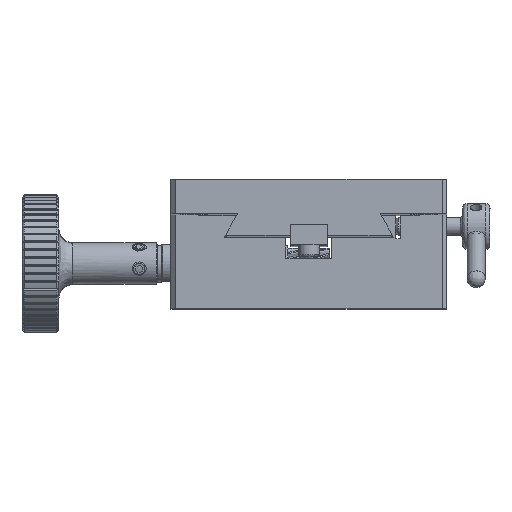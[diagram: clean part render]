
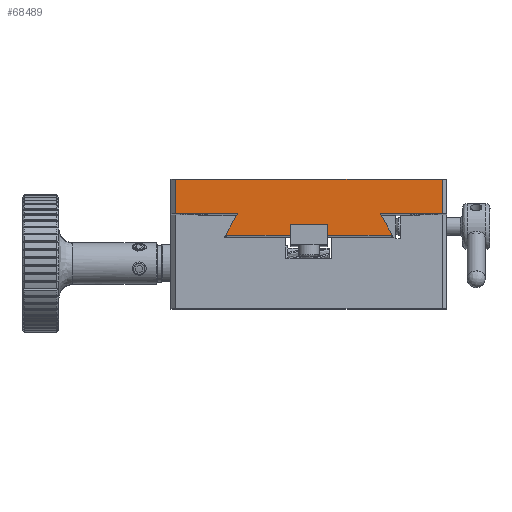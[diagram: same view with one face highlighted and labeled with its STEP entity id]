
A CAD part, top view. The second image highlights one B-rep face of the part: STEP entity #68489.
In plain terms, the highlighted planar face has unit normal (0, 0, 1).
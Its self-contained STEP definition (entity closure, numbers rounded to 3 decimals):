
#1270 = DIRECTION ( 'NONE',  ( 0.5, 0.866, 0. ) ) ;
#1634 = VECTOR ( 'NONE', #4776, 1000. ) ;
#3621 = LINE ( 'NONE', #97032, #110594 ) ;
#4776 = DIRECTION ( 'NONE',  ( -1., 0., 0. ) ) ;
#4835 = LINE ( 'NONE', #89862, #44330 ) ;
#4914 = VECTOR ( 'NONE', #31142, 1000. ) ;
#5850 = EDGE_CURVE ( 'NONE', #91365, #70867, #3621, .T. ) ;
#5961 = LINE ( 'NONE', #14912, #4914 ) ;
#7346 = VECTOR ( 'NONE', #16681, 1000. ) ;
#7869 = EDGE_CURVE ( 'NONE', #70867, #81546, #86432, .T. ) ;
#9768 = CARTESIAN_POINT ( 'NONE',  ( 4.05, 0., 250. ) ) ;
#10240 = EDGE_CURVE ( 'NONE', #20995, #62195, #42393, .T. ) ;
#10392 = VERTEX_POINT ( 'NONE', #50784 ) ;
#10626 = VECTOR ( 'NONE', #59590, 1000. ) ;
#11040 = DIRECTION ( 'NONE',  ( 0., -1., 0. ) ) ;
#11806 = EDGE_CURVE ( 'NONE', #20995, #10392, #79549, .T. ) ;
#11959 = CARTESIAN_POINT ( 'NONE',  ( 4.05, -9.9, 250. ) ) ;
#12241 = CARTESIAN_POINT ( 'NONE',  ( 17.914, -11.68, 250. ) ) ;
#14116 = EDGE_CURVE ( 'NONE', #31102, #30077, #76805, .T. ) ;
#14912 = CARTESIAN_POINT ( 'NONE',  ( 0., -12.2, 250. ) ) ;
#15242 = CARTESIAN_POINT ( 'NONE',  ( 4.05, -12.2, 250. ) ) ;
#16233 = CARTESIAN_POINT ( 'NONE',  ( 0., -9.9, 250. ) ) ;
#16681 = DIRECTION ( 'NONE',  ( 0., -1., 0. ) ) ;
#16823 = CARTESIAN_POINT ( 'NONE',  ( -4.05, -9.9, 250. ) ) ;
#19123 = VECTOR ( 'NONE', #56586, 1000. ) ;
#20995 = VERTEX_POINT ( 'NONE', #101856 ) ;
#21346 = VERTEX_POINT ( 'NONE', #16823 ) ;
#21599 = VERTEX_POINT ( 'NONE', #105138 ) ;
#25894 = DIRECTION ( 'NONE',  ( 0., 1., 0. ) ) ;
#25901 = CARTESIAN_POINT ( 'NONE',  ( -30., 0., 250. ) ) ;
#28660 = CARTESIAN_POINT ( 'NONE',  ( -17.914, -11.68, 250. ) ) ;
#29955 = LINE ( 'NONE', #65179, #1634 ) ;
#30077 = VERTEX_POINT ( 'NONE', #71002 ) ;
#30531 = VECTOR ( 'NONE', #85768, 1000. ) ;
#31102 = VERTEX_POINT ( 'NONE', #49685 ) ;
#31142 = DIRECTION ( 'NONE',  ( -1., 0., 0. ) ) ;
#31736 = EDGE_CURVE ( 'NONE', #21346, #107312, #61388, .T. ) ;
#32071 = CARTESIAN_POINT ( 'NONE',  ( 15.5, -7.5, 250. ) ) ;
#32252 = CARTESIAN_POINT ( 'NONE',  ( 17.914, -12.2, 250. ) ) ;
#33845 = EDGE_LOOP ( 'NONE', ( #86913, #110745, #93987, #35256, #101400, #45510, #94946, #79123, #50591, #60069, #46781, #73235, #57530, #81677 ) ) ;
#34046 = EDGE_CURVE ( 'NONE', #21599, #30077, #85201, .T. ) ;
#34835 = CARTESIAN_POINT ( 'NONE',  ( -29., 0., 250. ) ) ;
#35256 = ORIENTED_EDGE ( 'NONE', *, *, #10240, .T. ) ;
#37189 = DIRECTION ( 'NONE',  ( -1., 0., 0. ) ) ;
#37305 = DIRECTION ( 'NONE',  ( 0., -1., 0. ) ) ;
#38900 = FACE_OUTER_BOUND ( 'NONE', #33845, .T. ) ;
#41703 = DIRECTION ( 'NONE',  ( -1., 0., 0. ) ) ;
#41784 = CARTESIAN_POINT ( 'NONE',  ( 17.914, -12.2, 250. ) ) ;
#42393 = LINE ( 'NONE', #92755, #7346 ) ;
#44330 = VECTOR ( 'NONE', #37305, 1000. ) ;
#45510 = ORIENTED_EDGE ( 'NONE', *, *, #31736, .F. ) ;
#46781 = ORIENTED_EDGE ( 'NONE', *, *, #85820, .F. ) ;
#49685 = CARTESIAN_POINT ( 'NONE',  ( -29., -7.5, 250. ) ) ;
#50333 = EDGE_CURVE ( 'NONE', #91365, #107871, #90983, .T. ) ;
#50591 = ORIENTED_EDGE ( 'NONE', *, *, #5850, .F. ) ;
#50637 = LINE ( 'NONE', #109936, #50677 ) ;
#50677 = VECTOR ( 'NONE', #41703, 1000. ) ;
#50784 = CARTESIAN_POINT ( 'NONE',  ( -15.5, -7.5, 250. ) ) ;
#56586 = DIRECTION ( 'NONE',  ( 0.5, -0.866, 0. ) ) ;
#57530 = ORIENTED_EDGE ( 'NONE', *, *, #62253, .F. ) ;
#59534 = VERTEX_POINT ( 'NONE', #32071 ) ;
#59590 = DIRECTION ( 'NONE',  ( 0., 1., 0. ) ) ;
#60069 = ORIENTED_EDGE ( 'NONE', *, *, #50333, .T. ) ;
#61388 = LINE ( 'NONE', #78739, #67984 ) ;
#62195 = VERTEX_POINT ( 'NONE', #80937 ) ;
#62253 = EDGE_CURVE ( 'NONE', #21599, #90638, #4835, .T. ) ;
#64329 = VECTOR ( 'NONE', #109627, 1000. ) ;
#64436 = CARTESIAN_POINT ( 'NONE',  ( 15.5, -7.5, 250. ) ) ;
#64641 = PLANE ( 'NONE',  #105266 ) ;
#65179 = CARTESIAN_POINT ( 'NONE',  ( 0., -7.5, 250. ) ) ;
#65737 = VECTOR ( 'NONE', #25894, 1000. ) ;
#67984 = VECTOR ( 'NONE', #11040, 1000. ) ;
#68487 = EDGE_CURVE ( 'NONE', #10392, #31102, #29955, .T. ) ;
#68489 = ADVANCED_FACE ( 'NONE', ( #38900 ), #64641, .F. ) ;
#70867 = VERTEX_POINT ( 'NONE', #15242 ) ;
#71002 = CARTESIAN_POINT ( 'NONE',  ( -29., 0., 250. ) ) ;
#71491 = CARTESIAN_POINT ( 'NONE',  ( 29., -7.5, 250. ) ) ;
#73235 = ORIENTED_EDGE ( 'NONE', *, *, #110539, .F. ) ;
#73277 = EDGE_CURVE ( 'NONE', #81546, #21346, #92275, .T. ) ;
#73591 = DIRECTION ( 'NONE',  ( -1., 0., 0. ) ) ;
#74011 = CARTESIAN_POINT ( 'NONE',  ( -4.05, -12.2, 250. ) ) ;
#74754 = DIRECTION ( 'NONE',  ( 0., 1., 0. ) ) ;
#76805 = LINE ( 'NONE', #34835, #65737 ) ;
#78739 = CARTESIAN_POINT ( 'NONE',  ( -4.05, 0., 250. ) ) ;
#79123 = ORIENTED_EDGE ( 'NONE', *, *, #7869, .F. ) ;
#79549 = LINE ( 'NONE', #28660, #84180 ) ;
#80937 = CARTESIAN_POINT ( 'NONE',  ( -17.914, -12.2, 250. ) ) ;
#81546 = VERTEX_POINT ( 'NONE', #11959 ) ;
#81677 = ORIENTED_EDGE ( 'NONE', *, *, #34046, .T. ) ;
#82758 = EDGE_CURVE ( 'NONE', #107312, #62195, #5961, .T. ) ;
#84180 = VECTOR ( 'NONE', #1270, 1000. ) ;
#85201 = LINE ( 'NONE', #25901, #30531 ) ;
#85768 = DIRECTION ( 'NONE',  ( -1., 0., 0. ) ) ;
#85820 = EDGE_CURVE ( 'NONE', #59534, #107871, #109704, .T. ) ;
#86432 = LINE ( 'NONE', #9768, #10626 ) ;
#86913 = ORIENTED_EDGE ( 'NONE', *, *, #14116, .F. ) ;
#89862 = CARTESIAN_POINT ( 'NONE',  ( 29., 0., 250. ) ) ;
#90350 = DIRECTION ( 'NONE',  ( 0., 0., -1. ) ) ;
#90638 = VERTEX_POINT ( 'NONE', #71491 ) ;
#90983 = LINE ( 'NONE', #32252, #94507 ) ;
#91365 = VERTEX_POINT ( 'NONE', #41784 ) ;
#92275 = LINE ( 'NONE', #16233, #64329 ) ;
#92755 = CARTESIAN_POINT ( 'NONE',  ( -17.914, -12.2, 250. ) ) ;
#93987 = ORIENTED_EDGE ( 'NONE', *, *, #11806, .F. ) ;
#94507 = VECTOR ( 'NONE', #74754, 1000. ) ;
#94946 = ORIENTED_EDGE ( 'NONE', *, *, #73277, .F. ) ;
#97032 = CARTESIAN_POINT ( 'NONE',  ( 0., -12.2, 250. ) ) ;
#101400 = ORIENTED_EDGE ( 'NONE', *, *, #82758, .F. ) ;
#101856 = CARTESIAN_POINT ( 'NONE',  ( -17.914, -11.68, 250. ) ) ;
#105138 = CARTESIAN_POINT ( 'NONE',  ( 29., 0., 250. ) ) ;
#105266 = AXIS2_PLACEMENT_3D ( 'NONE', #107691, #90350, #73591 ) ;
#107312 = VERTEX_POINT ( 'NONE', #74011 ) ;
#107691 = CARTESIAN_POINT ( 'NONE',  ( 0., 0., 250. ) ) ;
#107871 = VERTEX_POINT ( 'NONE', #12241 ) ;
#109627 = DIRECTION ( 'NONE',  ( -1., 0., 0. ) ) ;
#109704 = LINE ( 'NONE', #64436, #19123 ) ;
#109936 = CARTESIAN_POINT ( 'NONE',  ( 0., -7.5, 250. ) ) ;
#110539 = EDGE_CURVE ( 'NONE', #90638, #59534, #50637, .T. ) ;
#110594 = VECTOR ( 'NONE', #37189, 1000. ) ;
#110745 = ORIENTED_EDGE ( 'NONE', *, *, #68487, .F. ) ;
